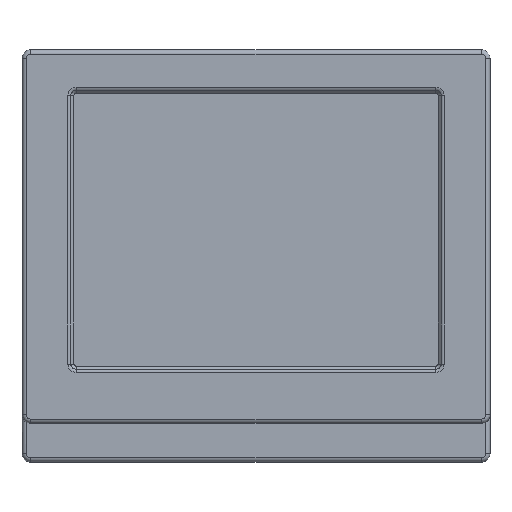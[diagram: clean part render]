
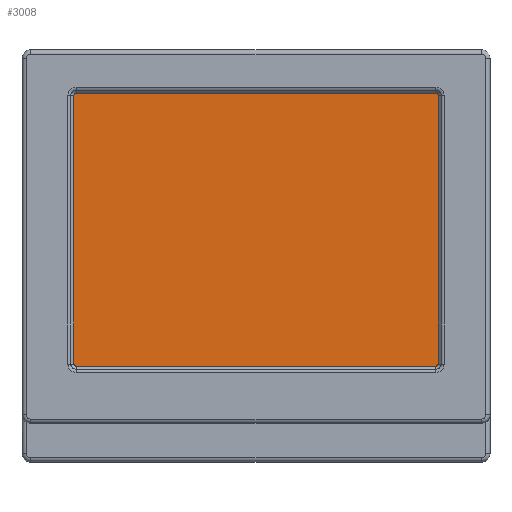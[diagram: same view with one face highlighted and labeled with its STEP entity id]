
A CAD part, top view. The second image highlights one B-rep face of the part: STEP entity #3008.
In plain terms, the highlighted planar face has unit normal (0, 0, 1).
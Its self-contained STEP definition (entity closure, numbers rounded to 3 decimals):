
#322 = ORIENTED_EDGE ( 'NONE', *, *, #6795, .T. ) ;
#732 = CARTESIAN_POINT ( 'NONE',  ( 45.51, 38.51, 3.6 ) ) ;
#872 = CARTESIAN_POINT ( 'NONE',  ( 0., 0., 3.6 ) ) ;
#969 = VERTEX_POINT ( 'NONE', #2281 ) ;
#1011 = EDGE_CURVE ( 'NONE', #969, #2446, #6057, .T. ) ;
#1308 = FACE_OUTER_BOUND ( 'NONE', #1330, .T. ) ;
#1330 = EDGE_LOOP ( 'NONE', ( #1712, #6328, #322, #3397 ) ) ;
#1615 = AXIS2_PLACEMENT_3D ( 'NONE', #872, #2620, #6680 ) ;
#1712 = ORIENTED_EDGE ( 'NONE', *, *, #2885, .T. ) ;
#1899 = CARTESIAN_POINT ( 'NONE',  ( 45.51, 38.51, 3.6 ) ) ;
#1909 = LINE ( 'NONE', #1899, #4786 ) ;
#2058 = PLANE ( 'NONE',  #1615 ) ;
#2281 = CARTESIAN_POINT ( 'NONE',  ( -45.51, -38.51, 3.6 ) ) ;
#2393 = LINE ( 'NONE', #3537, #6834 ) ;
#2446 = VERTEX_POINT ( 'NONE', #6257 ) ;
#2456 = DIRECTION ( 'NONE',  ( 0., 1., 0. ) ) ;
#2620 = DIRECTION ( 'NONE',  ( 0., 0., -1. ) ) ;
#2885 = EDGE_CURVE ( 'NONE', #6592, #969, #2393, .T. ) ;
#3008 = ADVANCED_FACE ( 'NONE', ( #1308 ), #2058, .F. ) ;
#3023 = VERTEX_POINT ( 'NONE', #3767 ) ;
#3397 = ORIENTED_EDGE ( 'NONE', *, *, #5284, .T. ) ;
#3436 = CARTESIAN_POINT ( 'NONE',  ( 45.51, -38.51, 3.6 ) ) ;
#3537 = CARTESIAN_POINT ( 'NONE',  ( -45.51, 38.51, 3.6 ) ) ;
#3616 = DIRECTION ( 'NONE',  ( -1., 0., 0. ) ) ;
#3767 = CARTESIAN_POINT ( 'NONE',  ( 45.51, 38.51, 3.6 ) ) ;
#4321 = VECTOR ( 'NONE', #7286, 1000. ) ;
#4786 = VECTOR ( 'NONE', #2456, 1000. ) ;
#5284 = EDGE_CURVE ( 'NONE', #3023, #6592, #7067, .T. ) ;
#5500 = VECTOR ( 'NONE', #3616, 1000. ) ;
#5895 = DIRECTION ( 'NONE',  ( 0., -1., 0. ) ) ;
#6057 = LINE ( 'NONE', #3436, #4321 ) ;
#6257 = CARTESIAN_POINT ( 'NONE',  ( 45.51, -38.51, 3.6 ) ) ;
#6328 = ORIENTED_EDGE ( 'NONE', *, *, #1011, .T. ) ;
#6592 = VERTEX_POINT ( 'NONE', #7531 ) ;
#6680 = DIRECTION ( 'NONE',  ( -1., 0., 0. ) ) ;
#6795 = EDGE_CURVE ( 'NONE', #2446, #3023, #1909, .T. ) ;
#6834 = VECTOR ( 'NONE', #5895, 1000. ) ;
#7067 = LINE ( 'NONE', #732, #5500 ) ;
#7286 = DIRECTION ( 'NONE',  ( 1., 0., 0. ) ) ;
#7531 = CARTESIAN_POINT ( 'NONE',  ( -45.51, 38.51, 3.6 ) ) ;
